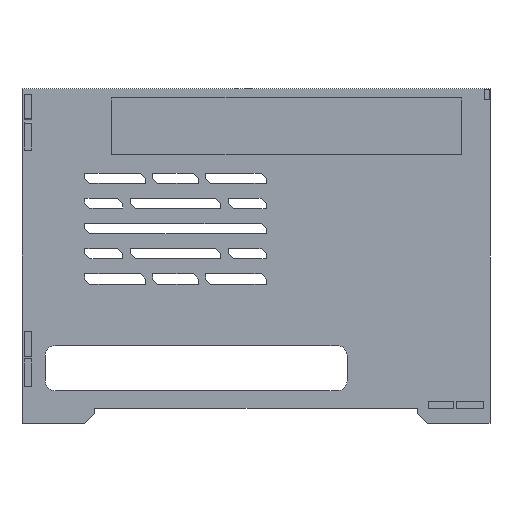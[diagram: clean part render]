
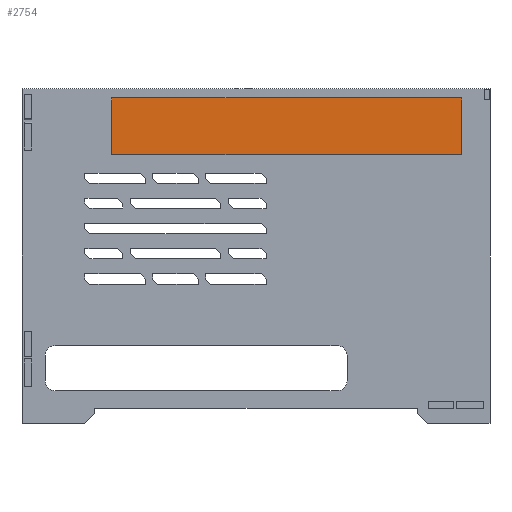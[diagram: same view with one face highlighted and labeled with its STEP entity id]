
A CAD part, left-side view. The second image highlights one B-rep face of the part: STEP entity #2754.
In plain terms, the highlighted planar face has unit normal (-1, 0, 0).
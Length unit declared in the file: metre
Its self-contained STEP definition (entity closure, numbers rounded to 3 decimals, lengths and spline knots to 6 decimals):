
#436=ORIENTED_EDGE('',*,*,#1093,.F.);
#437=ORIENTED_EDGE('',*,*,#1096,.T.);
#438=ORIENTED_EDGE('',*,*,#1098,.T.);
#439=ORIENTED_EDGE('',*,*,#1099,.F.);
#1093=EDGE_CURVE('',#1446,#1447,#1735,.T.);
#1096=EDGE_CURVE('',#1446,#1448,#1738,.T.);
#1098=EDGE_CURVE('',#1448,#1449,#1740,.T.);
#1099=EDGE_CURVE('',#1447,#1449,#1741,.T.);
#1446=VERTEX_POINT('',#4274);
#1447=VERTEX_POINT('',#4276);
#1448=VERTEX_POINT('',#4280);
#1449=VERTEX_POINT('',#4284);
#1735=LINE('',#4275,#2117);
#1738=LINE('',#4281,#2120);
#1740=LINE('',#4285,#2122);
#1741=LINE('',#4287,#2123);
#2117=VECTOR('',#3396,1.);
#2120=VECTOR('',#3401,1.);
#2122=VECTOR('',#3405,1.);
#2123=VECTOR('',#3408,1.);
#2302=EDGE_LOOP('',(#436,#437,#438,#439));
#2478=FACE_BOUND('',#2302,.T.);
#2618=PLANE('',#2915);
#2754=ADVANCED_FACE('',(#2478),#2618,.T.);
#2915=AXIS2_PLACEMENT_3D('',#4288,#3409,#3410);
#3396=DIRECTION('',(0.,0.,1.));
#3401=DIRECTION('',(0.,-1.,0.));
#3405=DIRECTION('',(0.,0.,1.));
#3408=DIRECTION('',(0.,-1.,0.));
#3409=DIRECTION('',(-1.,0.,0.));
#3410=DIRECTION('',(0.,-1.,0.));
#4274=CARTESIAN_POINT('',(0.018251,0.036315,0.050338));
#4275=CARTESIAN_POINT('',(0.018251,0.036315,0.055996));
#4276=CARTESIAN_POINT('',(0.018251,0.036315,0.061653));
#4280=CARTESIAN_POINT('',(0.018251,-0.033233,0.050338));
#4281=CARTESIAN_POINT('',(0.018251,0.001541,0.050338));
#4284=CARTESIAN_POINT('',(0.018251,-0.033233,0.061653));
#4285=CARTESIAN_POINT('',(0.018251,-0.033233,0.055996));
#4287=CARTESIAN_POINT('',(0.018251,0.001541,0.061653));
#4288=CARTESIAN_POINT('',(0.018251,0.007636,0.03025));
